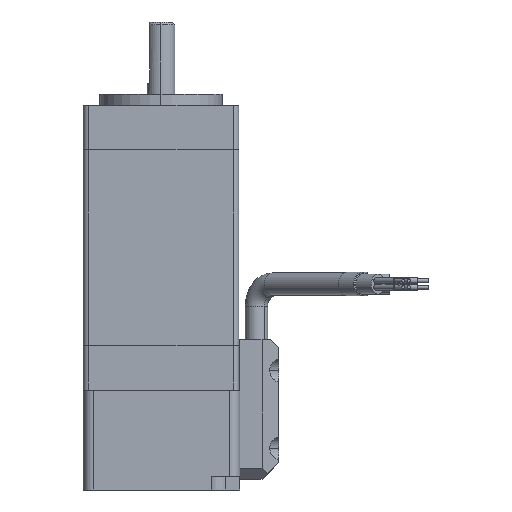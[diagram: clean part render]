
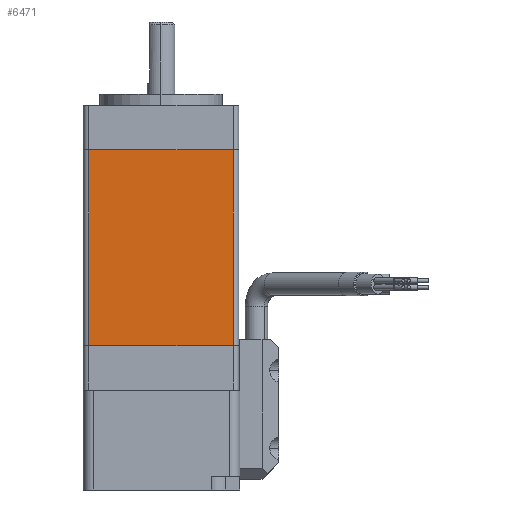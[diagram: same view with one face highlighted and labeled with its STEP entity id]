
A CAD part, left-side view. The second image highlights one B-rep face of the part: STEP entity #6471.
In plain terms, the highlighted planar face has unit normal (-1, 0, 0).
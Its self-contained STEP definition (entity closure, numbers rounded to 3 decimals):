
#103 = ORIENTED_EDGE ( 'NONE', *, *, #7041, .F. ) ;
#277 = EDGE_LOOP ( 'NONE', ( #103, #3550, #6356, #5524 ) ) ;
#426 = DIRECTION ( 'NONE',  ( 1., 0., 0. ) ) ;
#554 = VERTEX_POINT ( 'NONE', #5828 ) ;
#623 = EDGE_CURVE ( 'NONE', #554, #823, #5483, .T. ) ;
#823 = VERTEX_POINT ( 'NONE', #5331 ) ;
#1023 = EDGE_CURVE ( 'NONE', #3080, #554, #7181, .T. ) ;
#1464 = CARTESIAN_POINT ( 'NONE',  ( -14., -13., 51.3 ) ) ;
#1523 = PLANE ( 'NONE',  #7231 ) ;
#1617 = VERTEX_POINT ( 'NONE', #3164 ) ;
#2048 = CARTESIAN_POINT ( 'NONE',  ( -14., 13., 51.3 ) ) ;
#2631 = DIRECTION ( 'NONE',  ( 0., 0., -1. ) ) ;
#3044 = CARTESIAN_POINT ( 'NONE',  ( -14., 13., 43.299 ) ) ;
#3080 = VERTEX_POINT ( 'NONE', #3044 ) ;
#3164 = CARTESIAN_POINT ( 'NONE',  ( -14., -13., 43.299 ) ) ;
#3226 = LINE ( 'NONE', #1464, #3667 ) ;
#3550 = ORIENTED_EDGE ( 'NONE', *, *, #1023, .T. ) ;
#3666 = CARTESIAN_POINT ( 'NONE',  ( -14., 13., 43.299 ) ) ;
#3667 = VECTOR ( 'NONE', #4880, 1000. ) ;
#3783 = DIRECTION ( 'NONE',  ( 0., -1., 0. ) ) ;
#4371 = CARTESIAN_POINT ( 'NONE',  ( -14., 13., 8. ) ) ;
#4576 = VECTOR ( 'NONE', #3783, 1000. ) ;
#4880 = DIRECTION ( 'NONE',  ( 0., 0., -1. ) ) ;
#4904 = DIRECTION ( 'NONE',  ( 0., 1., 0. ) ) ;
#5331 = CARTESIAN_POINT ( 'NONE',  ( -14., -13., 8. ) ) ;
#5391 = VECTOR ( 'NONE', #2631, 1000. ) ;
#5464 = CARTESIAN_POINT ( 'NONE',  ( -14., 13., 51.3 ) ) ;
#5483 = LINE ( 'NONE', #4371, #4576 ) ;
#5524 = ORIENTED_EDGE ( 'NONE', *, *, #6056, .F. ) ;
#5828 = CARTESIAN_POINT ( 'NONE',  ( -14., 13., 8. ) ) ;
#5920 = FACE_OUTER_BOUND ( 'NONE', #277, .T. ) ;
#5936 = DIRECTION ( 'NONE',  ( 0., -1., 0. ) ) ;
#6056 = EDGE_CURVE ( 'NONE', #1617, #823, #3226, .T. ) ;
#6100 = VECTOR ( 'NONE', #5936, 1000. ) ;
#6356 = ORIENTED_EDGE ( 'NONE', *, *, #623, .T. ) ;
#6471 = ADVANCED_FACE ( 'NONE', ( #5920 ), #1523, .F. ) ;
#6496 = LINE ( 'NONE', #3666, #6100 ) ;
#7041 = EDGE_CURVE ( 'NONE', #3080, #1617, #6496, .T. ) ;
#7181 = LINE ( 'NONE', #2048, #5391 ) ;
#7231 = AXIS2_PLACEMENT_3D ( 'NONE', #5464, #426, #4904 ) ;
